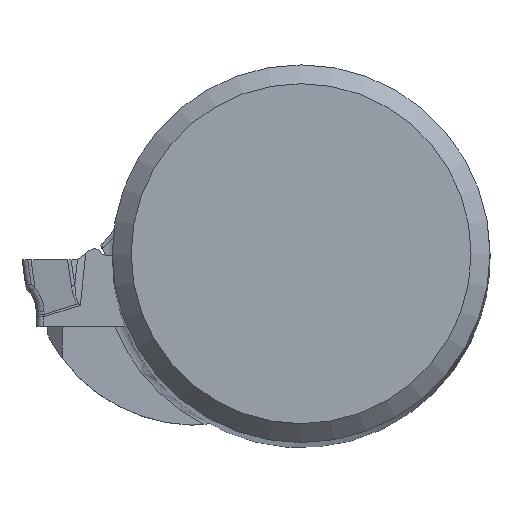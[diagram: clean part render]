
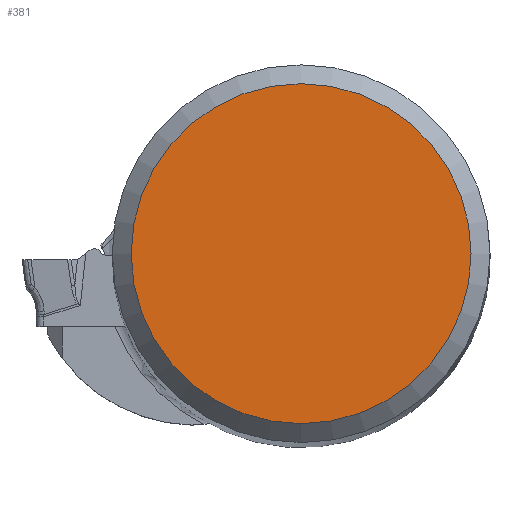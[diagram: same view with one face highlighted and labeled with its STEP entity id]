
A CAD part, top view. The second image highlights one B-rep face of the part: STEP entity #381.
In plain terms, the highlighted planar face has unit normal (0, 0, 1).
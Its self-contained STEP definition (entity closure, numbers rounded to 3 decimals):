
#190=FACE_OUTER_BOUND('',#581,.T.);
#319=CIRCLE('',#2500,8.982);
#381=ADVANCED_FACE('TB_BL_N5_SU8',(#190),#508,.F.);
#508=PLANE('',#2502);
#581=EDGE_LOOP('',(#1214));
#1214=ORIENTED_EDGE('',*,*,#2095,.T.);
#1864=VERTEX_POINT('',#3575);
#2095=EDGE_CURVE('',#1864,#1864,#319,.T.);
#2500=AXIS2_PLACEMENT_3D('',#3574,#2770,#2771);
#2502=AXIS2_PLACEMENT_3D('',#3577,#2774,#2775);
#2770=DIRECTION('',(0.,0.,1.));
#2771=DIRECTION('',(1.,0.,0.));
#2774=DIRECTION('',(0.,0.,-1.));
#2775=DIRECTION('',(-1.,0.,0.));
#3574=CARTESIAN_POINT('',(0.,0.,0.));
#3575=CARTESIAN_POINT('',(8.982,0.,0.));
#3577=CARTESIAN_POINT('',(8.982,0.,0.));
